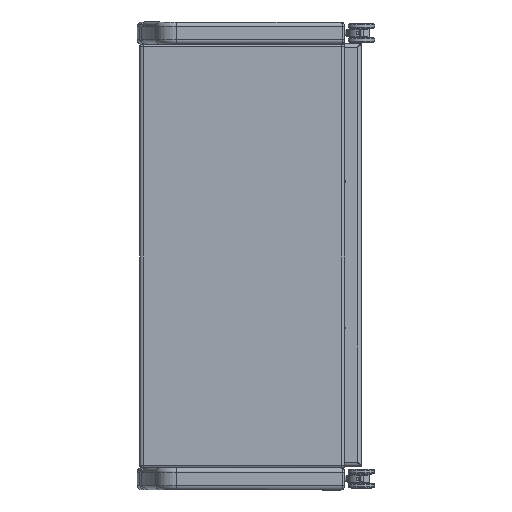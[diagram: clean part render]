
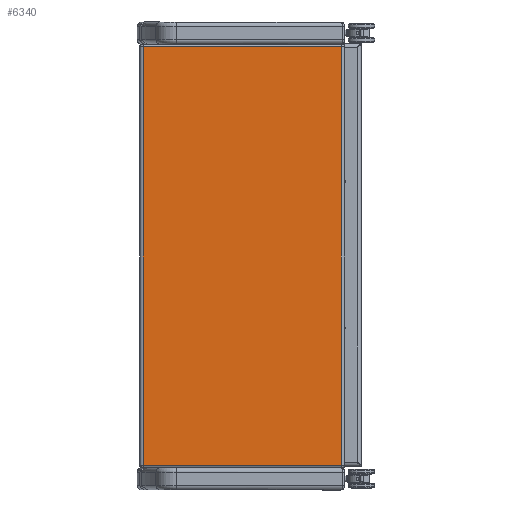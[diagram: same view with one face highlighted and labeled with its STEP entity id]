
A CAD part, left-side view. The second image highlights one B-rep face of the part: STEP entity #6340.
In plain terms, the highlighted face is planar.
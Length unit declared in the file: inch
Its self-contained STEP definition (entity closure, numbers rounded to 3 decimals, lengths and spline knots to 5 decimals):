
#469=PLANE('',#7058);
#673=LINE('',#11845,#1077);
#678=LINE('',#11858,#1082);
#679=LINE('',#11862,#1083);
#680=LINE('',#11863,#1084);
#1077=VECTOR('',#8215,0.3937);
#1082=VECTOR('',#8228,0.3937);
#1083=VECTOR('',#8233,26.5);
#1084=VECTOR('',#8234,0.3937);
#1664=FACE_OUTER_BOUND('',#2099,.T.);
#2099=EDGE_LOOP('',(#4889,#4890,#4891,#4892));
#3026=VERTEX_POINT('',#11763);
#3043=VERTEX_POINT('',#11828);
#3047=VERTEX_POINT('',#11857);
#3048=VERTEX_POINT('',#11861);
#3713=EDGE_CURVE('',#3026,#3043,#673,.T.);
#3719=EDGE_CURVE('',#3043,#3047,#678,.T.);
#3721=EDGE_CURVE('',#3048,#3026,#679,.T.);
#3722=EDGE_CURVE('',#3047,#3048,#680,.T.);
#4889=ORIENTED_EDGE('',*,*,#3713,.F.);
#4890=ORIENTED_EDGE('',*,*,#3721,.F.);
#4891=ORIENTED_EDGE('',*,*,#3722,.F.);
#4892=ORIENTED_EDGE('',*,*,#3719,.F.);
#6340=ADVANCED_FACE('',(#1664),#469,.T.);
#7058=AXIS2_PLACEMENT_3D('',#11860,#8231,#8232);
#8215=DIRECTION('',(1.,0.,0.));
#8228=DIRECTION('',(0.,0.,-1.));
#8231=DIRECTION('center_axis',(0.,-1.,0.));
#8232=DIRECTION('ref_axis',(0.,0.,-1.));
#8233=DIRECTION('',(0.,0.,1.));
#8234=DIRECTION('',(-1.,0.,0.));
#11763=CARTESIAN_POINT('',(20.0282,18.44801,73.25));
#11828=CARTESIAN_POINT('',(42.2782,18.44801,73.25));
#11845=CARTESIAN_POINT('',(35.3303,18.44801,73.25));
#11857=CARTESIAN_POINT('',(42.2782,18.44801,26.25));
#11858=CARTESIAN_POINT('',(42.2782,18.44801,30.));
#11860=CARTESIAN_POINT('Origin',(40.7782,18.44801,30.));
#11861=CARTESIAN_POINT('',(20.0282,18.44801,26.25));
#11862=CARTESIAN_POINT('',(20.0282,18.44801,30.25));
#11863=CARTESIAN_POINT('',(35.46724,18.44801,26.25));
